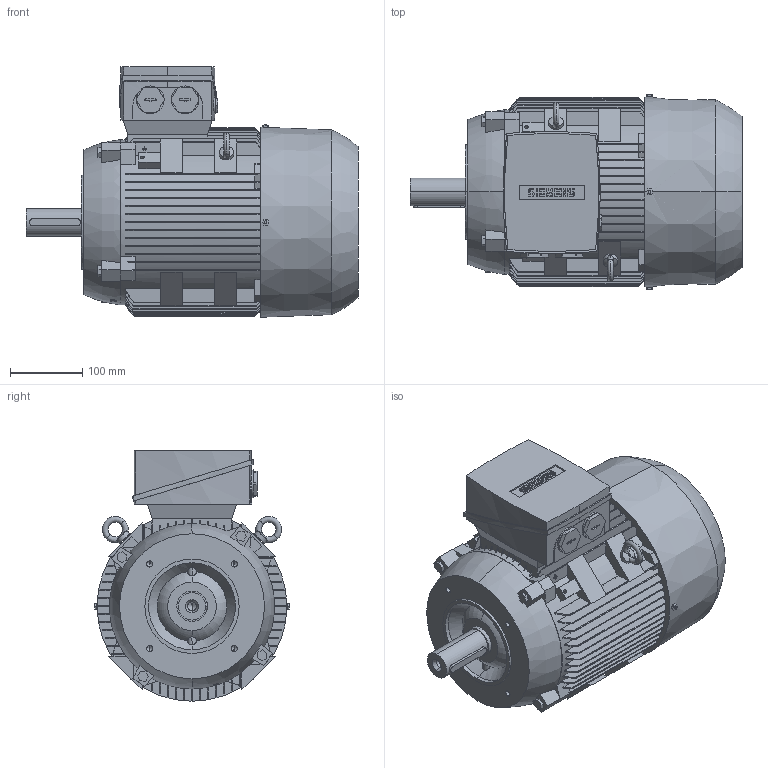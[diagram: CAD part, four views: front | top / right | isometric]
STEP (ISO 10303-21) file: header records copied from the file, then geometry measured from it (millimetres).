
FILE_DESCRIPTION(('STEP AP214'),'1');
FILE_NAME('cctmp_7BB3AAA6-903C-446F-B5FA-AEC877546463_2023_06_26_14_57_43_0697..stp','2023-06-26T12:57:44',('SIEMENS A&D'),('CADClick - www.CADClick.com'),'Spatial InterOp 3D',' ','unknown authorization');
FILE_SCHEMA(('AUTOMOTIVE_DESIGN'));
Length unit declared in the file: millimetre
Products named in the file (1): 1
Bounding box: 458 x 269 x 345.5 mm (x, y, z)
Volume: 18853350.7 mm3; surface area: 774493.1 mm2
Topology: 7 solids, 7 shells, 940 faces, 2558 edges, 1676 vertices
Faces by surface type: plane 562, cylinder 220, torus 126, cone 28, sphere 4
Entity records: 44027 total; most frequent: CARTESIAN_POINT 13182, ORIENTED_EDGE 5096, DIRECTION 4489, EDGE_CURVE 2548, VERTEX_POINT 1676, LINE 1531, VECTOR 1531, AXIS2_PLACEMENT_3D 1479
